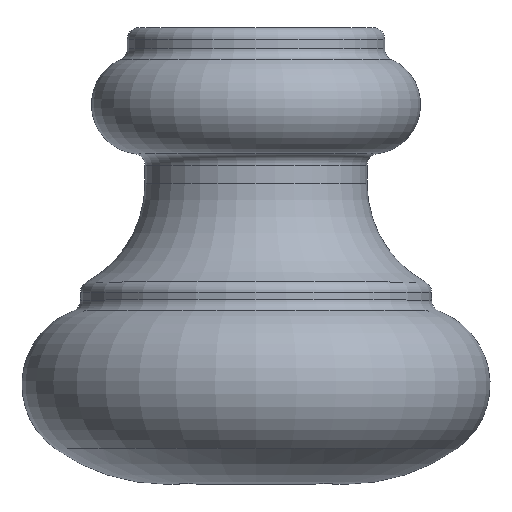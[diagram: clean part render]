
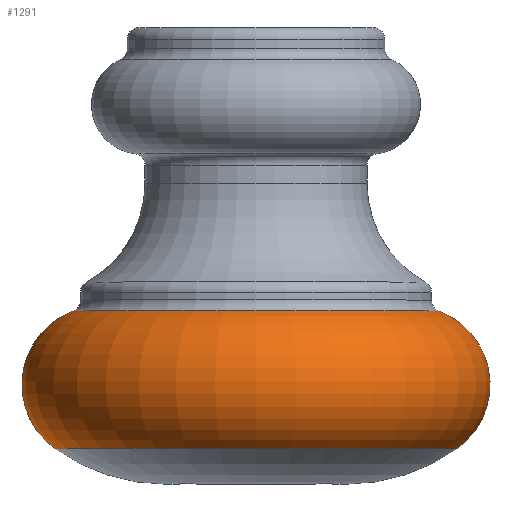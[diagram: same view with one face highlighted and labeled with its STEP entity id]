
A CAD part, top view. The second image highlights one B-rep face of the part: STEP entity #1291.
In plain terms, the highlighted toroidal (fillet/blend) face has major radius 13.286 mm and minor radius 6.714 mm.
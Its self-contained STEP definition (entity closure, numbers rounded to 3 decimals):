
#5 = VERTEX_POINT ( 'NONE', #1036 ) ;
#35 = DIRECTION ( 'NONE',  ( 0., -1., 0. ) ) ;
#50 = FACE_OUTER_BOUND ( 'NONE', #503, .T. ) ;
#76 = CIRCLE ( 'NONE', #315, 17.174 ) ;
#95 = CARTESIAN_POINT ( 'NONE',  ( 0., 8.509, 0. ) ) ;
#150 = CIRCLE ( 'NONE', #1268, 6.714 ) ;
#185 = CARTESIAN_POINT ( 'NONE',  ( 17.174, 3.036, 0. ) ) ;
#287 = CARTESIAN_POINT ( 'NONE',  ( 15.648, 14.793, 0. ) ) ;
#298 = VERTEX_POINT ( 'NONE', #287 ) ;
#315 = AXIS2_PLACEMENT_3D ( 'NONE', #1566, #849, #1677 ) ;
#339 = DIRECTION ( 'NONE',  ( 0., 0., 1. ) ) ;
#378 = CIRCLE ( 'NONE', #1123, 15.648 ) ;
#428 = DIRECTION ( 'NONE',  ( -1., 0., 0. ) ) ;
#434 = DIRECTION ( 'NONE',  ( 0., 0., -1. ) ) ;
#436 = CARTESIAN_POINT ( 'NONE',  ( -13.286, 8.509, 0. ) ) ;
#503 = EDGE_LOOP ( 'NONE', ( #553, #595, #618, #656 ) ) ;
#553 = ORIENTED_EDGE ( 'NONE', *, *, #1126, .T. ) ;
#595 = ORIENTED_EDGE ( 'NONE', *, *, #893, .T. ) ;
#618 = ORIENTED_EDGE ( 'NONE', *, *, #845, .T. ) ;
#652 = EDGE_CURVE ( 'NONE', #1557, #5, #1290, .T. ) ;
#656 = ORIENTED_EDGE ( 'NONE', *, *, #652, .F. ) ;
#671 = DIRECTION ( 'NONE',  ( -1., 0., 0. ) ) ;
#845 = EDGE_CURVE ( 'NONE', #298, #5, #378, .T. ) ;
#849 = DIRECTION ( 'NONE',  ( 0., 1., 0. ) ) ;
#893 = EDGE_CURVE ( 'NONE', #1508, #298, #150, .T. ) ;
#921 = CARTESIAN_POINT ( 'NONE',  ( 0., 14.793, 0. ) ) ;
#1036 = CARTESIAN_POINT ( 'NONE',  ( -15.648, 14.793, 0. ) ) ;
#1037 = DIRECTION ( 'NONE',  ( 1., 0., 0. ) ) ;
#1057 = CARTESIAN_POINT ( 'NONE',  ( -17.174, 3.036, 0. ) ) ;
#1123 = AXIS2_PLACEMENT_3D ( 'NONE', #921, #35, #1037 ) ;
#1126 = EDGE_CURVE ( 'NONE', #1557, #1508, #76, .T. ) ;
#1162 = CARTESIAN_POINT ( 'NONE',  ( 13.286, 8.509, 0. ) ) ;
#1268 = AXIS2_PLACEMENT_3D ( 'NONE', #1162, #339, #1277 ) ;
#1277 = DIRECTION ( 'NONE',  ( 1., 0., 0. ) ) ;
#1290 = CIRCLE ( 'NONE', #1464, 6.714 ) ;
#1291 = ADVANCED_FACE ( 'NONE', ( #50 ), #1372, .T. ) ;
#1372 = TOROIDAL_SURFACE ( 'NONE', #1555, 13.286, 6.714 ) ;
#1464 = AXIS2_PLACEMENT_3D ( 'NONE', #436, #434, #428 ) ;
#1508 = VERTEX_POINT ( 'NONE', #185 ) ;
#1555 = AXIS2_PLACEMENT_3D ( 'NONE', #95, #1661, #671 ) ;
#1557 = VERTEX_POINT ( 'NONE', #1057 ) ;
#1566 = CARTESIAN_POINT ( 'NONE',  ( 0., 3.036, 0. ) ) ;
#1661 = DIRECTION ( 'NONE',  ( 0., 1., 0. ) ) ;
#1677 = DIRECTION ( 'NONE',  ( -1., 0., 0. ) ) ;
